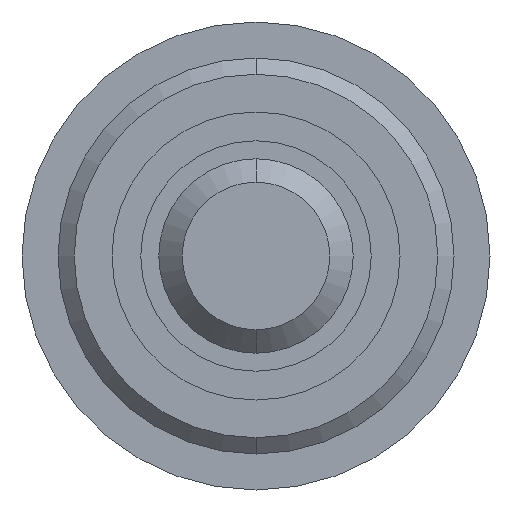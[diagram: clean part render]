
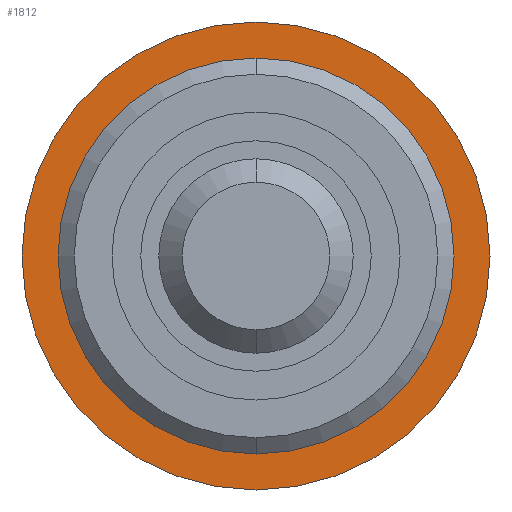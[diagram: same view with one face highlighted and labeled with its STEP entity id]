
A CAD part, front view. The second image highlights one B-rep face of the part: STEP entity #1812.
In plain terms, the highlighted planar face has unit normal (0, -1, 0).
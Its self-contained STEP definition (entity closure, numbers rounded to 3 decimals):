
#103=CARTESIAN_POINT('',(0.,-2.75,0.));
#104=DIRECTION('',(0.,-1.,0.));
#105=DIRECTION('',(0.,0.,-1.));
#106=AXIS2_PLACEMENT_3D('',#103,#104,#105);
#108=CARTESIAN_POINT('',(0.,-2.75,0.));
#109=DIRECTION('',(0.,1.,0.));
#110=DIRECTION('',(0.,0.,-1.));
#111=AXIS2_PLACEMENT_3D('',#108,#109,#110);
#113=CARTESIAN_POINT('',(0.,-2.75,0.));
#114=DIRECTION('',(0.,1.,0.));
#115=DIRECTION('',(0.,0.,-1.));
#116=AXIS2_PLACEMENT_3D('',#113,#114,#115);
#122=CARTESIAN_POINT('',(0.,-2.75,0.));
#123=DIRECTION('',(0.,-1.,0.));
#124=DIRECTION('',(0.,0.,-1.));
#125=AXIS2_PLACEMENT_3D('',#122,#123,#124);
#1313=CARTESIAN_POINT('',(0.,-2.75,-2.75));
#1314=VERTEX_POINT('',#1313);
#1315=CARTESIAN_POINT('',(0.,-2.75,-3.25));
#1317=VERTEX_POINT('',#1315);
#1357=CARTESIAN_POINT('',(0.,-2.75,2.75));
#1358=VERTEX_POINT('',#1357);
#1359=CARTESIAN_POINT('',(0.,-2.75,3.25));
#1361=VERTEX_POINT('',#1359);
#1797=CARTESIAN_POINT('',(0.,-2.75,0.));
#1798=DIRECTION('',(0.,1.,0.));
#1799=DIRECTION('',(0.,0.,-1.));
#1800=AXIS2_PLACEMENT_3D('',#1797,#1798,#1799);
#1801=PLANE('',#1800);
#1803=ORIENTED_EDGE('',*,*,#1802,.T.);
#1805=ORIENTED_EDGE('',*,*,#1804,.F.);
#1806=EDGE_LOOP('',(#1803,#1805));
#1807=FACE_OUTER_BOUND('',#1806,.F.);
#1808=ORIENTED_EDGE('',*,*,#1779,.T.);
#1809=ORIENTED_EDGE('',*,*,#1790,.F.);
#1810=EDGE_LOOP('',(#1808,#1809));
#1811=FACE_BOUND('',#1810,.F.);
#107=CIRCLE('',#106,2.75);
#112=CIRCLE('',#111,2.75);
#117=CIRCLE('',#116,3.25);
#126=CIRCLE('',#125,3.25);
#1779=EDGE_CURVE('',#1314,#1358,#107,.T.);
#1790=EDGE_CURVE('',#1314,#1358,#112,.T.);
#1802=EDGE_CURVE('',#1317,#1361,#117,.T.);
#1804=EDGE_CURVE('',#1317,#1361,#126,.T.);
#1812=ADVANCED_FACE('',(#1807,#1811),#1801,.F.);
